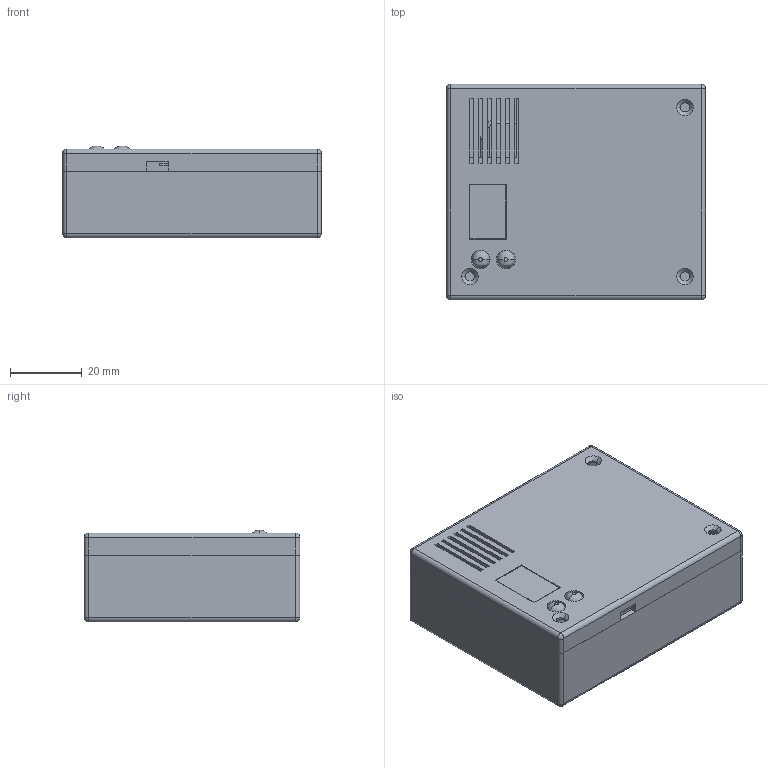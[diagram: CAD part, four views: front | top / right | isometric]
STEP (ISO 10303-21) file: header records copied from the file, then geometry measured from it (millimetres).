
FILE_DESCRIPTION((''),'2;1');
FILE_NAME('QTJC_20171602_ASM_ASM','2017-06-03T',('Administrator'),(''),'PRO/ENGINEER BY PARAMETRIC TECHNOLOGY CORPORATION, 2010280','PRO/ENGINEER BY PARAMETRIC TECHNOLOGY CORPORATION, 2010280','');
FILE_SCHEMA(('CONFIG_CONTROL_DESIGN'));
Length unit declared in the file: millimetre
Products named in the file (5): QTJC_PCB_20170601; 104050; QTJC_UP_20170602; QTJC_DOWN_20170602; QTJC_20171602_ASM_ASM
Assembly tree (4 placements, depth 2):
  QTJC_20171602_ASM_ASM
    QTJC_PCB_20170601
    104050
    QTJC_UP_20170602
    QTJC_DOWN_20170602
Bounding box: 72 x 60 x 25.5 mm (x, y, z)
Volume: 48870.9 mm3; surface area: 43094.7 mm2
Topology: 4 solids, 4 shells, 244 faces, 616 edges, 392 vertices
Faces by surface type: plane 149, cylinder 69, bspline 8, sphere 8, cone 6, torus 4
Entity records: 7613 total; most frequent: CARTESIAN_POINT 1485, DIRECTION 1254, ORIENTED_EDGE 1232, EDGE_CURVE 616, VECTOR 452, LINE 452, AXIS2_PLACEMENT_3D 401, VERTEX_POINT 392
